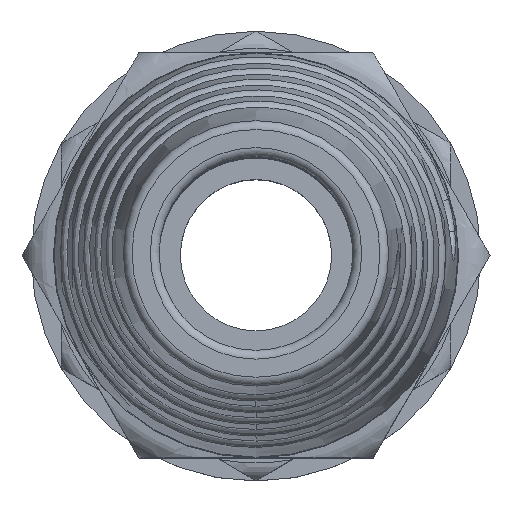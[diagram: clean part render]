
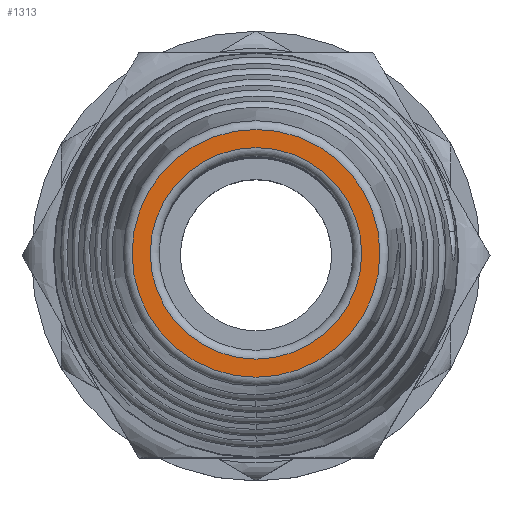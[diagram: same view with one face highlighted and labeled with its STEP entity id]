
A CAD part, top view. The second image highlights one B-rep face of the part: STEP entity #1313.
In plain terms, the highlighted face is planar.
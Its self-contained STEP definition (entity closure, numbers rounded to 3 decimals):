
#88=FACE_BOUND('',#375,.T.);
#209=PLANE('',#1471);
#272=FACE_OUTER_BOUND('',#374,.T.);
#374=EDGE_LOOP('',(#1074));
#375=EDGE_LOOP('',(#1075));
#464=CIRCLE('',#1470,6.);
#465=CIRCLE('',#1472,7.031);
#641=VERTEX_POINT('',#3892);
#642=VERTEX_POINT('',#3895);
#798=EDGE_CURVE('',#641,#641,#464,.T.);
#799=EDGE_CURVE('',#642,#642,#465,.T.);
#1074=ORIENTED_EDGE('',*,*,#799,.F.);
#1075=ORIENTED_EDGE('',*,*,#798,.F.);
#1313=ADVANCED_FACE('',(#272,#88),#209,.T.);
#1470=AXIS2_PLACEMENT_3D('',#3893,#1706,#1707);
#1471=AXIS2_PLACEMENT_3D('',#3894,#1708,#1709);
#1472=AXIS2_PLACEMENT_3D('',#3896,#1710,#1711);
#1706=DIRECTION('center_axis',(0.,1.,0.));
#1707=DIRECTION('ref_axis',(1.,0.,0.));
#1708=DIRECTION('center_axis',(0.,1.,0.));
#1709=DIRECTION('ref_axis',(0.,0.,1.));
#1710=DIRECTION('center_axis',(0.,-1.,0.));
#1711=DIRECTION('ref_axis',(0.,0.,-1.));
#3892=CARTESIAN_POINT('',(-6.,74.4,0.));
#3893=CARTESIAN_POINT('Origin',(0.,74.4,0.));
#3894=CARTESIAN_POINT('Origin',(0.,74.4,0.));
#3895=CARTESIAN_POINT('',(0.,74.4,7.031));
#3896=CARTESIAN_POINT('Origin',(0.,74.4,0.));
